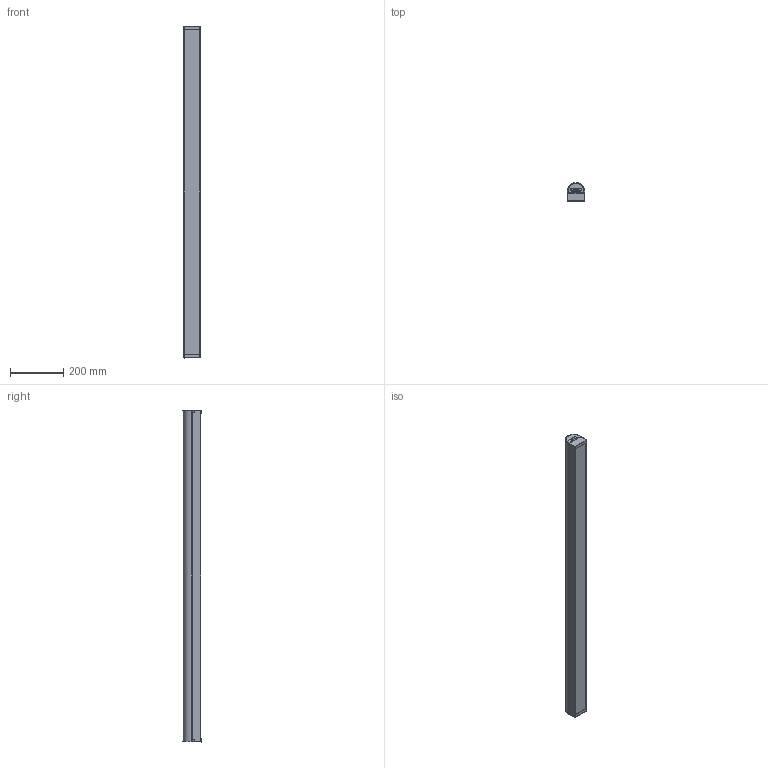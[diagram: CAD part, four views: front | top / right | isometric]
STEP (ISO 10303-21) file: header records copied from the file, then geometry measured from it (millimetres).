
FILE_DESCRIPTION (( 'STEP AP214' ), '1' );
FILE_NAME ('BAT_CBO_1200.STEP', '2025-01-29T06:40:35', ( '' ), ( '' ), 'SwSTEP 2.0', 'SolidWorks 2022', '' );
FILE_SCHEMA (( 'AUTOMOTIVE_DESIGN' ));
Length unit declared in the file: millimetre
Products named in the file (1): BAT_CBO_1200
Bounding box: 64.08 x 69.56 x 1248.8 mm (x, y, z)
Volume: 207999.9 mm3; surface area: 653109.6 mm2
Topology: 8 solids, 8 shells, 284 faces, 724 edges, 462 vertices
Faces by surface type: plane 170, cylinder 78, cone 20, torus 8, bspline 8
Entity records: 12729 total; most frequent: CARTESIAN_POINT 2757, ORIENTED_EDGE 1448, DIRECTION 1320, EDGE_CURVE 724, VECTOR 498, LINE 498, VERTEX_POINT 462, AXIS2_PLACEMENT_3D 411
